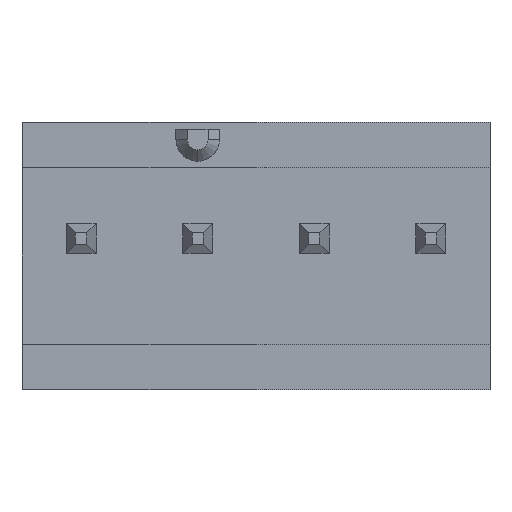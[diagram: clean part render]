
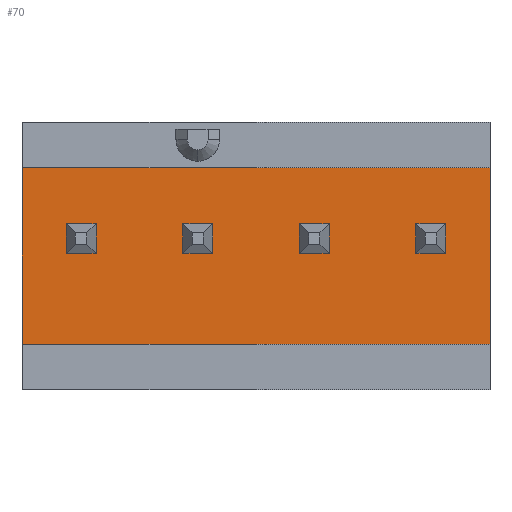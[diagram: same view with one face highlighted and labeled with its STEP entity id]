
A CAD part, front view. The second image highlights one B-rep face of the part: STEP entity #70.
In plain terms, the highlighted planar face has unit normal (0, -1, 0).
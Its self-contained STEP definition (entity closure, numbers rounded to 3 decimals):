
#70=ADVANCED_FACE('',(#190,#191,#192,#193,#194),#195,.T.);
#190=FACE_OUTER_BOUND('',#413,.T.);
#191=FACE_BOUND('',#414,.T.);
#192=FACE_BOUND('',#415,.T.);
#193=FACE_BOUND('',#416,.T.);
#194=FACE_BOUND('',#417,.T.);
#195=PLANE('',#418);
#413=EDGE_LOOP('',(#683,#684,#685,#686));
#414=EDGE_LOOP('',(#687,#688,#689,#690));
#415=EDGE_LOOP('',(#691,#692,#693,#694));
#416=EDGE_LOOP('',(#695,#696,#697,#698));
#417=EDGE_LOOP('',(#699,#700,#701,#702));
#418=AXIS2_PLACEMENT_3D('',#703,#704,#705);
#683=ORIENTED_EDGE('',*,*,#1447,.T.);
#684=ORIENTED_EDGE('',*,*,#1448,.F.);
#685=ORIENTED_EDGE('',*,*,#1449,.F.);
#686=ORIENTED_EDGE('',*,*,#1423,.T.);
#687=ORIENTED_EDGE('',*,*,#1450,.T.);
#688=ORIENTED_EDGE('',*,*,#1451,.T.);
#689=ORIENTED_EDGE('',*,*,#1452,.F.);
#690=ORIENTED_EDGE('',*,*,#1453,.F.);
#691=ORIENTED_EDGE('',*,*,#1454,.T.);
#692=ORIENTED_EDGE('',*,*,#1455,.T.);
#693=ORIENTED_EDGE('',*,*,#1456,.F.);
#694=ORIENTED_EDGE('',*,*,#1457,.F.);
#695=ORIENTED_EDGE('',*,*,#1458,.T.);
#696=ORIENTED_EDGE('',*,*,#1459,.T.);
#697=ORIENTED_EDGE('',*,*,#1460,.F.);
#698=ORIENTED_EDGE('',*,*,#1461,.F.);
#699=ORIENTED_EDGE('',*,*,#1462,.T.);
#700=ORIENTED_EDGE('',*,*,#1463,.T.);
#701=ORIENTED_EDGE('',*,*,#1464,.F.);
#702=ORIENTED_EDGE('',*,*,#1465,.F.);
#703=CARTESIAN_POINT('',(-5.1,-2.1,1.54));
#704=DIRECTION('',(0.0,-1.0,0.0));
#705=DIRECTION('',(0.0,0.0,-1.0));
#1423=EDGE_CURVE('',#1700,#1698,#1701,.T.);
#1447=EDGE_CURVE('',#1698,#1741,#1743,.T.);
#1448=EDGE_CURVE('',#1744,#1741,#1745,.T.);
#1449=EDGE_CURVE('',#1700,#1744,#1746,.T.);
#1450=EDGE_CURVE('',#1747,#1748,#1749,.T.);
#1451=EDGE_CURVE('',#1748,#1750,#1751,.T.);
#1452=EDGE_CURVE('',#1752,#1750,#1753,.T.);
#1453=EDGE_CURVE('',#1747,#1752,#1754,.T.);
#1454=EDGE_CURVE('',#1755,#1756,#1757,.T.);
#1455=EDGE_CURVE('',#1756,#1758,#1759,.T.);
#1456=EDGE_CURVE('',#1760,#1758,#1761,.T.);
#1457=EDGE_CURVE('',#1755,#1760,#1762,.T.);
#1458=EDGE_CURVE('',#1763,#1764,#1765,.T.);
#1459=EDGE_CURVE('',#1764,#1766,#1767,.T.);
#1460=EDGE_CURVE('',#1768,#1766,#1769,.T.);
#1461=EDGE_CURVE('',#1763,#1768,#1770,.T.);
#1462=EDGE_CURVE('',#1771,#1772,#1773,.T.);
#1463=EDGE_CURVE('',#1772,#1774,#1775,.T.);
#1464=EDGE_CURVE('',#1776,#1774,#1777,.T.);
#1465=EDGE_CURVE('',#1771,#1776,#1778,.T.);
#1698=VERTEX_POINT('',#2089);
#1700=VERTEX_POINT('',#2092);
#1701=LINE('',#2093,#2094);
#1741=VERTEX_POINT('',#2155);
#1743=LINE('',#2158,#2159);
#1744=VERTEX_POINT('',#2160);
#1745=LINE('',#2161,#2162);
#1746=LINE('',#2163,#2164);
#1747=VERTEX_POINT('',#2165);
#1748=VERTEX_POINT('',#2166);
#1749=LINE('',#2167,#2168);
#1750=VERTEX_POINT('',#2169);
#1751=LINE('',#2170,#2171);
#1752=VERTEX_POINT('',#2172);
#1753=LINE('',#2173,#2174);
#1754=LINE('',#2175,#2176);
#1755=VERTEX_POINT('',#2177);
#1756=VERTEX_POINT('',#2178);
#1757=LINE('',#2179,#2180);
#1758=VERTEX_POINT('',#2181);
#1759=LINE('',#2182,#2183);
#1760=VERTEX_POINT('',#2184);
#1761=LINE('',#2185,#2186);
#1762=LINE('',#2187,#2188);
#1763=VERTEX_POINT('',#2189);
#1764=VERTEX_POINT('',#2190);
#1765=LINE('',#2191,#2192);
#1766=VERTEX_POINT('',#2193);
#1767=LINE('',#2194,#2195);
#1768=VERTEX_POINT('',#2196);
#1769=LINE('',#2197,#2198);
#1770=LINE('',#2199,#2200);
#1771=VERTEX_POINT('',#2201);
#1772=VERTEX_POINT('',#2202);
#1773=LINE('',#2203,#2204);
#1774=VERTEX_POINT('',#2205);
#1775=LINE('',#2206,#2207);
#1776=VERTEX_POINT('',#2208);
#1777=LINE('',#2209,#2210);
#1778=LINE('',#2211,#2212);
#2089=CARTESIAN_POINT('',(-5.1,-2.1,-2.3));
#2092=CARTESIAN_POINT('',(-5.1,-2.1,1.54));
#2093=CARTESIAN_POINT('',(-5.1,-2.1,1.54));
#2094=VECTOR('',#2702,3.84);
#2155=CARTESIAN_POINT('',(5.1,-2.1,-2.3));
#2158=CARTESIAN_POINT('',(-5.1,-2.1,-2.3));
#2159=VECTOR('',#2728,10.2);
#2160=CARTESIAN_POINT('',(5.1,-2.1,1.54));
#2161=CARTESIAN_POINT('',(5.1,-2.1,1.54));
#2162=VECTOR('',#2729,3.84);
#2163=CARTESIAN_POINT('',(-5.1,-2.1,1.54));
#2164=VECTOR('',#2730,10.2);
#2165=CARTESIAN_POINT('',(3.485,-2.1,-0.325));
#2166=CARTESIAN_POINT('',(3.485,-2.1,0.325));
#2167=CARTESIAN_POINT('',(3.485,-2.1,-0.325));
#2168=VECTOR('',#2731,0.65);
#2169=CARTESIAN_POINT('',(4.135,-2.1,0.325));
#2170=CARTESIAN_POINT('',(3.485,-2.1,0.325));
#2171=VECTOR('',#2732,0.65);
#2172=CARTESIAN_POINT('',(4.135,-2.1,-0.325));
#2173=CARTESIAN_POINT('',(4.135,-2.1,-0.325));
#2174=VECTOR('',#2733,0.65);
#2175=CARTESIAN_POINT('',(3.485,-2.1,-0.325));
#2176=VECTOR('',#2734,0.65);
#2177=CARTESIAN_POINT('',(0.945,-2.1,-0.325));
#2178=CARTESIAN_POINT('',(0.945,-2.1,0.325));
#2179=CARTESIAN_POINT('',(0.945,-2.1,-0.325));
#2180=VECTOR('',#2735,0.65);
#2181=CARTESIAN_POINT('',(1.595,-2.1,0.325));
#2182=CARTESIAN_POINT('',(0.945,-2.1,0.325));
#2183=VECTOR('',#2736,0.65);
#2184=CARTESIAN_POINT('',(1.595,-2.1,-0.325));
#2185=CARTESIAN_POINT('',(1.595,-2.1,-0.325));
#2186=VECTOR('',#2737,0.65);
#2187=CARTESIAN_POINT('',(0.945,-2.1,-0.325));
#2188=VECTOR('',#2738,0.65);
#2189=CARTESIAN_POINT('',(-1.595,-2.1,-0.325));
#2190=CARTESIAN_POINT('',(-1.595,-2.1,0.325));
#2191=CARTESIAN_POINT('',(-1.595,-2.1,-0.325));
#2192=VECTOR('',#2739,0.65);
#2193=CARTESIAN_POINT('',(-0.945,-2.1,0.325));
#2194=CARTESIAN_POINT('',(-1.595,-2.1,0.325));
#2195=VECTOR('',#2740,0.65);
#2196=CARTESIAN_POINT('',(-0.945,-2.1,-0.325));
#2197=CARTESIAN_POINT('',(-0.945,-2.1,-0.325));
#2198=VECTOR('',#2741,0.65);
#2199=CARTESIAN_POINT('',(-1.595,-2.1,-0.325));
#2200=VECTOR('',#2742,0.65);
#2201=CARTESIAN_POINT('',(-4.135,-2.1,-0.325));
#2202=CARTESIAN_POINT('',(-4.135,-2.1,0.325));
#2203=CARTESIAN_POINT('',(-4.135,-2.1,-0.325));
#2204=VECTOR('',#2743,0.65);
#2205=CARTESIAN_POINT('',(-3.485,-2.1,0.325));
#2206=CARTESIAN_POINT('',(-4.135,-2.1,0.325));
#2207=VECTOR('',#2744,0.65);
#2208=CARTESIAN_POINT('',(-3.485,-2.1,-0.325));
#2209=CARTESIAN_POINT('',(-3.485,-2.1,-0.325));
#2210=VECTOR('',#2745,0.65);
#2211=CARTESIAN_POINT('',(-4.135,-2.1,-0.325));
#2212=VECTOR('',#2746,0.65);
#2702=DIRECTION('',(0.0,0.0,-1.0));
#2728=DIRECTION('',(1.0,0.0,0.0));
#2729=DIRECTION('',(0.0,0.0,-1.0));
#2730=DIRECTION('',(1.0,0.0,0.0));
#2731=DIRECTION('',(0.0,0.0,1.0));
#2732=DIRECTION('',(1.0,0.0,0.0));
#2733=DIRECTION('',(0.0,0.0,1.0));
#2734=DIRECTION('',(1.0,0.0,0.0));
#2735=DIRECTION('',(0.0,0.0,1.0));
#2736=DIRECTION('',(1.0,0.0,0.0));
#2737=DIRECTION('',(0.0,0.0,1.0));
#2738=DIRECTION('',(1.0,0.0,0.0));
#2739=DIRECTION('',(0.0,0.0,1.0));
#2740=DIRECTION('',(1.0,0.0,0.0));
#2741=DIRECTION('',(0.0,0.0,1.0));
#2742=DIRECTION('',(1.0,0.0,0.0));
#2743=DIRECTION('',(0.0,0.0,1.0));
#2744=DIRECTION('',(1.0,0.0,0.0));
#2745=DIRECTION('',(0.0,0.0,1.0));
#2746=DIRECTION('',(1.0,0.0,0.0));
